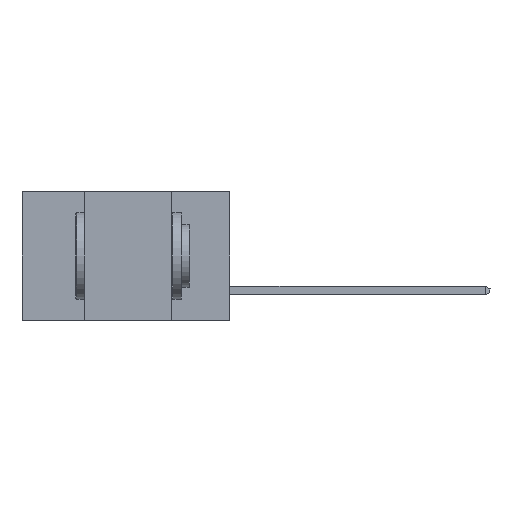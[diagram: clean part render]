
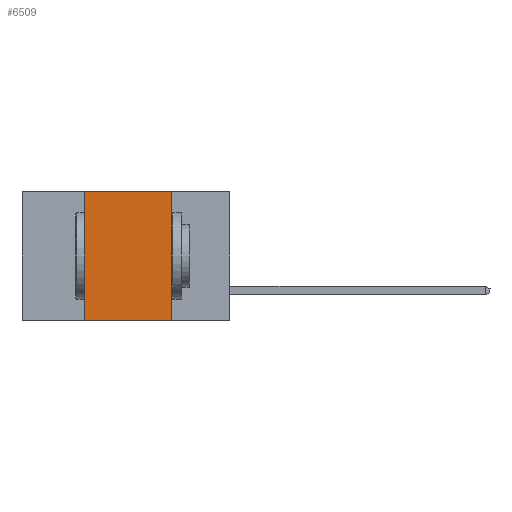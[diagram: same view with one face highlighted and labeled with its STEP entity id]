
A CAD part, left-side view. The second image highlights one B-rep face of the part: STEP entity #6509.
In plain terms, the highlighted planar face has unit normal (-1, 0, 0).
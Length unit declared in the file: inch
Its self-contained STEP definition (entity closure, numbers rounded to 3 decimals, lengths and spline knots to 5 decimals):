
#171 = VERTEX_POINT ( 'NONE', #6501 ) ;
#1094 = DIRECTION ( 'NONE',  ( 0., 0., -1. ) ) ;
#2156 = ORIENTED_EDGE ( 'NONE', *, *, #14010, .F. ) ;
#2503 = ORIENTED_EDGE ( 'NONE', *, *, #10054, .F. ) ;
#2920 = EDGE_CURVE ( 'NONE', #5342, #13031, #14689, .T. ) ;
#4497 = EDGE_CURVE ( 'NONE', #171, #13031, #5102, .T. ) ;
#5026 = EDGE_LOOP ( 'NONE', ( #13187, #2156, #2503, #9874 ) ) ;
#5102 = LINE ( 'NONE', #10063, #10314 ) ;
#5202 = DIRECTION ( 'NONE',  ( 0., 0., 1. ) ) ;
#5342 = VERTEX_POINT ( 'NONE', #8564 ) ;
#6339 = DIRECTION ( 'NONE',  ( 0., -1., 0. ) ) ;
#6501 = CARTESIAN_POINT ( 'NONE',  ( 0., 0.42, -0.37 ) ) ;
#6509 = ADVANCED_FACE ( 'NONE', ( #14647 ), #15970, .F. ) ;
#6512 = LINE ( 'NONE', #13869, #16163 ) ;
#7354 = CARTESIAN_POINT ( 'NONE',  ( 0., 0.6, 0. ) ) ;
#7556 = LINE ( 'NONE', #13762, #15876 ) ;
#8210 = DIRECTION ( 'NONE',  ( 0., 0., -1. ) ) ;
#8564 = CARTESIAN_POINT ( 'NONE',  ( 0., 0.17, 0. ) ) ;
#8601 = VECTOR ( 'NONE', #8210, 39.37008 ) ;
#9005 = DIRECTION ( 'NONE',  ( 0., -1., 0. ) ) ;
#9012 = CARTESIAN_POINT ( 'NONE',  ( 0., 0.42, 0. ) ) ;
#9597 = AXIS2_PLACEMENT_3D ( 'NONE', #7354, #13243, #1094 ) ;
#9874 = ORIENTED_EDGE ( 'NONE', *, *, #4497, .T. ) ;
#10054 = EDGE_CURVE ( 'NONE', #171, #14794, #6512, .T. ) ;
#10063 = CARTESIAN_POINT ( 'NONE',  ( 0., 0.6, -0.37 ) ) ;
#10314 = VECTOR ( 'NONE', #9005, 39.37008 ) ;
#13031 = VERTEX_POINT ( 'NONE', #14797 ) ;
#13135 = CARTESIAN_POINT ( 'NONE',  ( 0., 0.17, -0.37 ) ) ;
#13187 = ORIENTED_EDGE ( 'NONE', *, *, #2920, .F. ) ;
#13243 = DIRECTION ( 'NONE',  ( 1., 0., 0. ) ) ;
#13762 = CARTESIAN_POINT ( 'NONE',  ( 0., 0.6, 0. ) ) ;
#13869 = CARTESIAN_POINT ( 'NONE',  ( 0., 0.42, -0.37 ) ) ;
#14010 = EDGE_CURVE ( 'NONE', #14794, #5342, #7556, .T. ) ;
#14647 = FACE_OUTER_BOUND ( 'NONE', #5026, .T. ) ;
#14689 = LINE ( 'NONE', #13135, #8601 ) ;
#14794 = VERTEX_POINT ( 'NONE', #9012 ) ;
#14797 = CARTESIAN_POINT ( 'NONE',  ( 0., 0.17, -0.37 ) ) ;
#15876 = VECTOR ( 'NONE', #6339, 39.37008 ) ;
#15970 = PLANE ( 'NONE',  #9597 ) ;
#16163 = VECTOR ( 'NONE', #5202, 39.37008 ) ;
